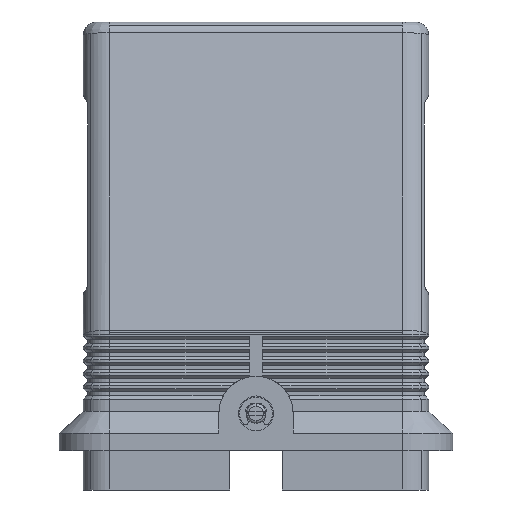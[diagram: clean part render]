
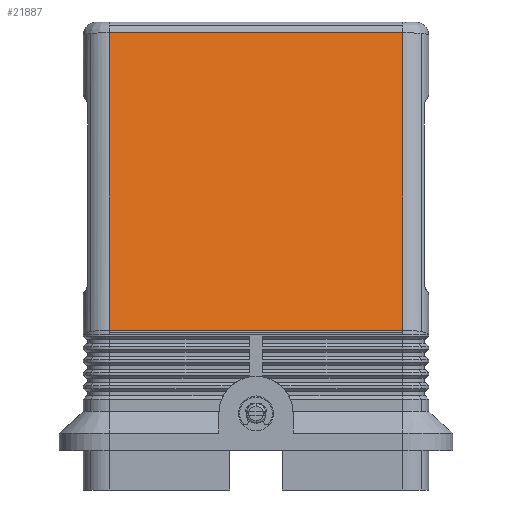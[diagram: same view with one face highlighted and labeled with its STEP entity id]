
A CAD part, left-side view. The second image highlights one B-rep face of the part: STEP entity #21887.
In plain terms, the highlighted planar face has unit normal (-0.984, 0, 0.18).
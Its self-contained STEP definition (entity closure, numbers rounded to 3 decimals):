
#253=CARTESIAN_POINT('',(-60.402,-33.5,36.536));
#254=VERTEX_POINT('',#253);
#262=CARTESIAN_POINT('',(-60.402,33.5,36.536));
#263=VERTEX_POINT('',#262);
#264=CARTESIAN_POINT('',(-60.402,-33.5,36.536));
#265=DIRECTION('',(0.0,1.0,0.0));
#266=VECTOR('',#265,67.0);
#267=LINE('',#264,#266);
#268=EDGE_CURVE('',#254,#263,#267,.T.);
#21552=CARTESIAN_POINT('',(-47.95,-33.5,104.54));
#21553=VERTEX_POINT('',#21552);
#21662=CARTESIAN_POINT('',(-47.95,33.5,104.54));
#21663=VERTEX_POINT('',#21662);
#21699=CARTESIAN_POINT('',(-47.95,33.5,104.54));
#21700=DIRECTION('',(0.0,-1.0,0.0));
#21701=VECTOR('',#21700,67.0);
#21702=LINE('',#21699,#21701);
#21703=EDGE_CURVE('',#21663,#21553,#21702,.T.);
#21722=CARTESIAN_POINT('',(-60.402,33.5,36.536));
#21723=DIRECTION('',(0.18,0.0,0.984));
#21724=VECTOR('',#21723,69.135);
#21725=LINE('',#21722,#21724);
#21726=EDGE_CURVE('',#263,#21663,#21725,.T.);
#21866=CARTESIAN_POINT('',(-47.95,-33.5,104.54));
#21867=DIRECTION('',(-0.18,0.0,-0.984));
#21868=VECTOR('',#21867,69.135);
#21869=LINE('',#21866,#21868);
#21870=EDGE_CURVE('',#21553,#254,#21869,.T.);
#21876=CARTESIAN_POINT('',(-47.5,0.0,107.));
#21877=DIRECTION('',(-0.984,0.0,0.18));
#21878=DIRECTION('',(0.18,0.0,0.984));
#21879=AXIS2_PLACEMENT_3D('',#21876,#21877,#21878);
#21880=PLANE('',#21879);
#21881=ORIENTED_EDGE('',*,*,#21703,.F.);
#21882=ORIENTED_EDGE('',*,*,#21726,.F.);
#21883=ORIENTED_EDGE('',*,*,#268,.F.);
#21884=ORIENTED_EDGE('',*,*,#21870,.F.);
#21885=EDGE_LOOP('',(#21881,#21882,#21883,#21884));
#21886=FACE_OUTER_BOUND('',#21885,.T.);
#21887=ADVANCED_FACE('',(#21886),#21880,.T.);
